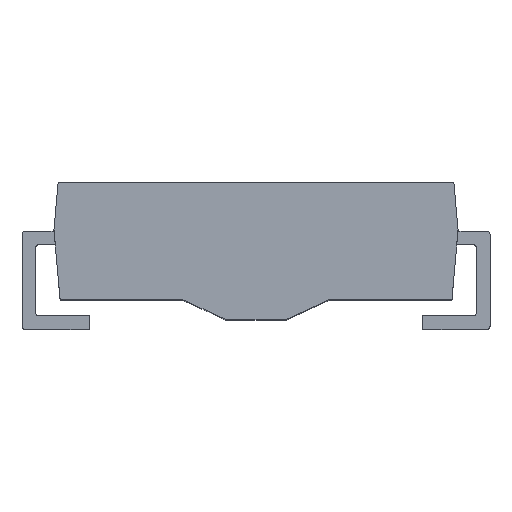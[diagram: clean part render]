
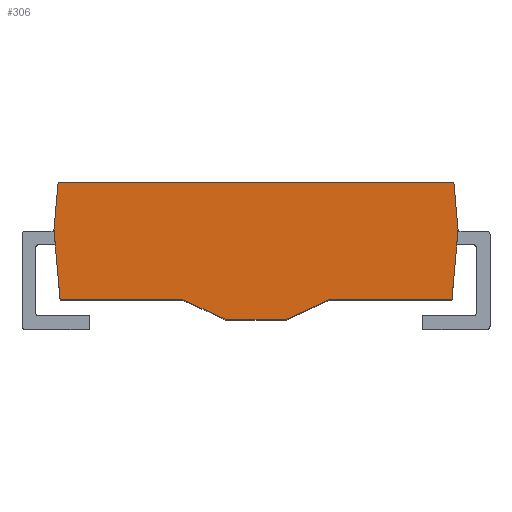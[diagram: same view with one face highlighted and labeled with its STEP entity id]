
A CAD part, top view. The second image highlights one B-rep face of the part: STEP entity #306.
In plain terms, the highlighted planar face has unit normal (0, 0, 1).
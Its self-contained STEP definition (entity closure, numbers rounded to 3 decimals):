
#306 = ADVANCED_FACE( '', ( #647 ), #648, .T. );
#647 = FACE_OUTER_BOUND( '', #1022, .T. );
#648 = PLANE( '', #1023 );
#1022 = EDGE_LOOP( '', ( #2068, #2069, #2070, #2071, #2072, #2073, #2074, #2075, #2076, #2077, #2078, #2079, #2080, #2081 ) );
#1023 = AXIS2_PLACEMENT_3D( '', #2082, #2083, #2084 );
#2068 = ORIENTED_EDGE( '', *, *, #2615, .T. );
#2069 = ORIENTED_EDGE( '', *, *, #2759, .T. );
#2070 = ORIENTED_EDGE( '', *, *, #2401, .T. );
#2071 = ORIENTED_EDGE( '', *, *, #2541, .T. );
#2072 = ORIENTED_EDGE( '', *, *, #2469, .T. );
#2073 = ORIENTED_EDGE( '', *, *, #2465, .T. );
#2074 = ORIENTED_EDGE( '', *, *, #2549, .T. );
#2075 = ORIENTED_EDGE( '', *, *, #2760, .T. );
#2076 = ORIENTED_EDGE( '', *, *, #2524, .T. );
#2077 = ORIENTED_EDGE( '', *, *, #2564, .T. );
#2078 = ORIENTED_EDGE( '', *, *, #2424, .T. );
#2079 = ORIENTED_EDGE( '', *, *, #2707, .T. );
#2080 = ORIENTED_EDGE( '', *, *, #2641, .F. );
#2081 = ORIENTED_EDGE( '', *, *, #2664, .F. );
#2082 = CARTESIAN_POINT( '', ( 0., 0., 2.953 ) );
#2083 = DIRECTION( '', ( 0., 0., 1. ) );
#2084 = DIRECTION( '', ( 1., 0., 0. ) );
#2401 = EDGE_CURVE( '', #2824, #2822, #2825, .T. );
#2424 = EDGE_CURVE( '', #2866, #2864, #2867, .T. );
#2465 = EDGE_CURVE( '', #2938, #2936, #2939, .T. );
#2469 = EDGE_CURVE( '', #2944, #2938, #2945, .T. );
#2524 = EDGE_CURVE( '', #3034, #3032, #3035, .T. );
#2541 = EDGE_CURVE( '', #2822, #2944, #3061, .T. );
#2549 = EDGE_CURVE( '', #2936, #3073, #3075, .T. );
#2564 = EDGE_CURVE( '', #3032, #2866, #3096, .T. );
#2615 = EDGE_CURVE( '', #3172, #3170, #3173, .T. );
#2641 = EDGE_CURVE( '', #3209, #3207, #3211, .T. );
#2664 = EDGE_CURVE( '', #3172, #3209, #3247, .T. );
#2707 = EDGE_CURVE( '', #2864, #3207, #3307, .T. );
#2759 = EDGE_CURVE( '', #3170, #2824, #3372, .T. );
#2760 = EDGE_CURVE( '', #3073, #3034, #3373, .T. );
#2822 = VERTEX_POINT( '', #3447 );
#2824 = VERTEX_POINT( '', #3450 );
#2825 = LINE( '', #3451, #3452 );
#2864 = VERTEX_POINT( '', #3581 );
#2866 = VERTEX_POINT( '', #3584 );
#2867 = LINE( '', #3585, #3586 );
#2936 = VERTEX_POINT( '', #3751 );
#2938 = VERTEX_POINT( '', #3754 );
#2939 = LINE( '', #3755, #3756 );
#2944 = VERTEX_POINT( '', #3763 );
#2945 = LINE( '', #3764, #3765 );
#3032 = VERTEX_POINT( '', #3966 );
#3034 = VERTEX_POINT( '', #3969 );
#3035 = LINE( '', #3970, #3971 );
#3061 = LINE( '', #4027, #4028 );
#3073 = VERTEX_POINT( '', #4045 );
#3075 = LINE( '', #4048, #4049 );
#3096 = LINE( '', #4088, #4089 );
#3170 = VERTEX_POINT( '', #4257 );
#3172 = VERTEX_POINT( '', #4260 );
#3173 = LINE( '', #4261, #4262 );
#3207 = VERTEX_POINT( '', #4322 );
#3209 = VERTEX_POINT( '', #4325 );
#3211 = LINE( '', #4328, #4329 );
#3247 = LINE( '', #4408, #4409 );
#3307 = LINE( '', #4590, #4591 );
#3372 = LINE( '', #4748, #4749 );
#3373 = LINE( '', #4750, #4751 );
#3447 = CARTESIAN_POINT( '', ( -3.428, 0.198, 2.953 ) );
#3450 = CARTESIAN_POINT( '', ( -3.357, 1.005, 2.953 ) );
#3451 = CARTESIAN_POINT( '', ( -3.357, 1.005, 2.953 ) );
#3452 = VECTOR( '', #4858, 1000. );
#3581 = CARTESIAN_POINT( '', ( 3.357, 1.005, 2.953 ) );
#3584 = CARTESIAN_POINT( '', ( 3.428, 0.198, 2.953 ) );
#3585 = CARTESIAN_POINT( '', ( 3.428, 0.198, 2.953 ) );
#3586 = VECTOR( '', #4868, 1000. );
#3751 = CARTESIAN_POINT( '', ( -0.5, -1.33, 2.953 ) );
#3754 = CARTESIAN_POINT( '', ( -1.246, -0.985, 2.953 ) );
#3755 = CARTESIAN_POINT( '', ( -1.246, -0.985, 2.953 ) );
#3756 = VECTOR( '', #4893, 1000. );
#3763 = CARTESIAN_POINT( '', ( -3.324, -0.985, 2.953 ) );
#3764 = CARTESIAN_POINT( '', ( -2.187, -0.985, 2.953 ) );
#3765 = VECTOR( '', #4896, 1000. );
#3966 = CARTESIAN_POINT( '', ( 3.324, -0.985, 2.953 ) );
#3969 = CARTESIAN_POINT( '', ( 1.247, -0.985, 2.953 ) );
#3970 = CARTESIAN_POINT( '', ( 2.188, -0.985, 2.953 ) );
#3971 = VECTOR( '', #4934, 1000. );
#4027 = CARTESIAN_POINT( '', ( -3.428, 0.198, 2.953 ) );
#4028 = VECTOR( '', #4943, 1000. );
#4045 = CARTESIAN_POINT( '', ( 0.5, -1.33, 2.953 ) );
#4048 = CARTESIAN_POINT( '', ( -0.5, -1.33, 2.953 ) );
#4049 = VECTOR( '', #4950, 1000. );
#4088 = CARTESIAN_POINT( '', ( 3.335, -0.865, 2.953 ) );
#4089 = VECTOR( '', #4955, 1000. );
#4257 = CARTESIAN_POINT( '', ( -2.83, 1.005, 2.953 ) );
#4260 = CARTESIAN_POINT( '', ( -2.83, 1.003, 2.953 ) );
#4261 = CARTESIAN_POINT( '', ( -2.83, 1.003, 2.953 ) );
#4262 = VECTOR( '', #4982, 1000. );
#4322 = CARTESIAN_POINT( '', ( -2.6, 1.005, 2.953 ) );
#4325 = CARTESIAN_POINT( '', ( -2.6, 1.003, 2.953 ) );
#4328 = CARTESIAN_POINT( '', ( -2.6, 1.003, 2.953 ) );
#4329 = VECTOR( '', #4991, 1000. );
#4408 = CARTESIAN_POINT( '', ( -2.83, 1.003, 2.953 ) );
#4409 = VECTOR( '', #5010, 1000. );
#4590 = CARTESIAN_POINT( '', ( 3.357, 1.005, 2.953 ) );
#4591 = VECTOR( '', #5022, 1000. );
#4748 = CARTESIAN_POINT( '', ( 3.357, 1.005, 2.953 ) );
#4749 = VECTOR( '', #5055, 1000. );
#4750 = CARTESIAN_POINT( '', ( 0.5, -1.33, 2.953 ) );
#4751 = VECTOR( '', #5056, 1000. );
#4858 = DIRECTION( '', ( -0.088, -0.996, 0. ) );
#4868 = DIRECTION( '', ( -0.088, 0.996, 0. ) );
#4893 = DIRECTION( '', ( 0.908, -0.42, 0. ) );
#4896 = DIRECTION( '', ( 1., 0., 0. ) );
#4934 = DIRECTION( '', ( 1., 0., 0. ) );
#4943 = DIRECTION( '', ( 0.088, -0.996, 0. ) );
#4950 = DIRECTION( '', ( 1., 0., 0. ) );
#4955 = DIRECTION( '', ( 0.088, 0.996, 0. ) );
#4982 = DIRECTION( '', ( 0., 1., 0. ) );
#4991 = DIRECTION( '', ( 0., 1., 0. ) );
#5010 = DIRECTION( '', ( 1., 0., 0. ) );
#5022 = DIRECTION( '', ( -1., 0., 0. ) );
#5055 = DIRECTION( '', ( -1., 0., 0. ) );
#5056 = DIRECTION( '', ( 0.908, 0.42, 0. ) );
